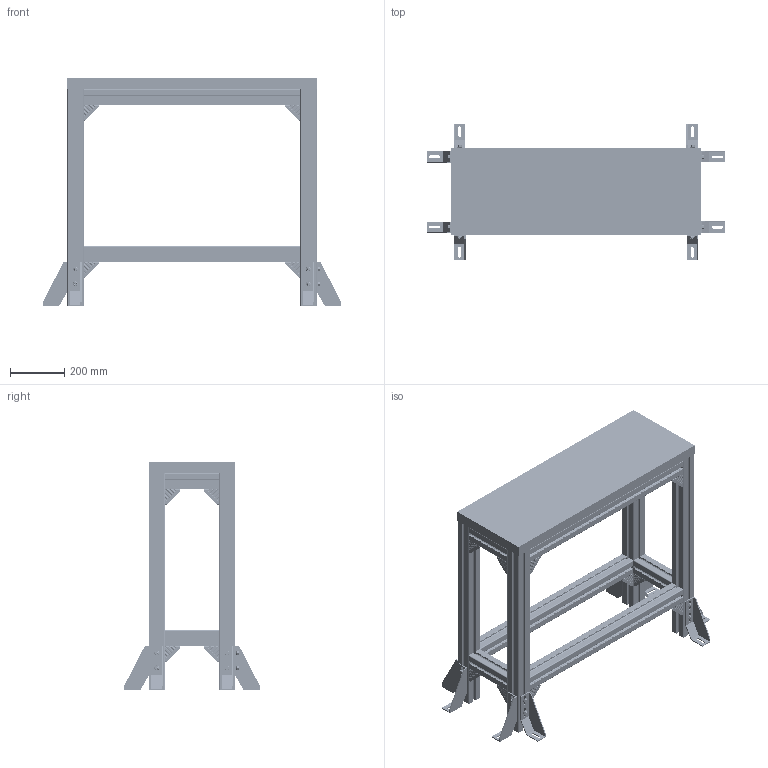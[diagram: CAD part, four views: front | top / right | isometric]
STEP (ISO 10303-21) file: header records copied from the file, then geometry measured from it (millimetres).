
FILE_DESCRIPTION(('CATIA V5 STEP Exchange'),'2;1');
FILE_NAME('StolZaKutije.stp','2023-04-13T22:26:07+00:00',('none'),('none'),'CATIA Version 5 Release 21 SP 6 (IN-10)','CATIA V5 STEP AP203','none');
FILE_SCHEMA(('CONFIG_CONTROL_DESIGN'));
Length unit declared in the file: millimetre
Products named in the file (5): StolZaKutije; Stol_Noge; Profil_Noga; Profil1_Kutnici; Profil2_Kutnici
Assembly tree (33 placements, depth 4):
  StolZaKutije
    Stol_Noge
      Profil_Noga  x4
        #73
        #10066
        #23686
        #24827
        #27133
      #28373  x2
      #38366  x2
      Profil1_Kutnici  x2
        #28373
        #10066
      Profil2_Kutnici  x2
        #38366
        #10066
    #48564
Bounding box: 1100 x 500 x 840 mm (x, y, z)
Volume: 20039683.5 mm3; surface area: 8342963.3 mm2
Topology: 101 solids, 133 shells, 11790 faces, 32668 edges, 20616 vertices
Faces by surface type: plane 5150, cylinder 4912, sphere 800, cone 544, bspline 192, torus 128, revolution 64
Entity records: 48633 total; most frequent: CARTESIAN_POINT 11680, ORIENTED_EDGE 8264, DIRECTION 6446, EDGE_CURVE 4136, VERTEX_POINT 2710, AXIS2_PLACEMENT_3D 2631, VECTOR 2456, LINE 2456
